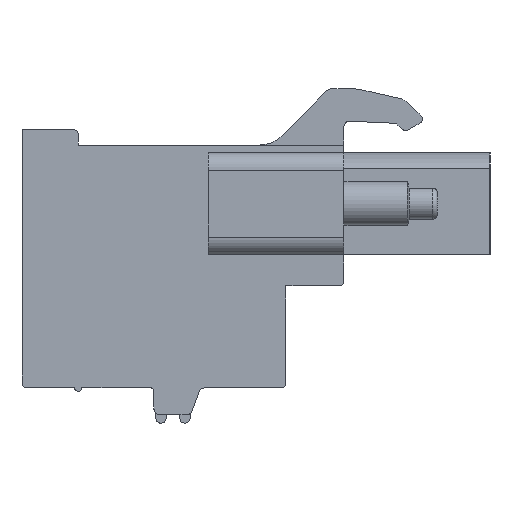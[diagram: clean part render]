
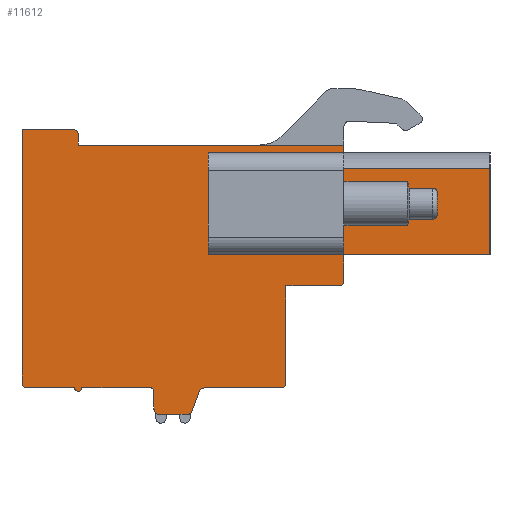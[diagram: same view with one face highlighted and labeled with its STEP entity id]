
A CAD part, left-side view. The second image highlights one B-rep face of the part: STEP entity #11612.
In plain terms, the highlighted planar face has unit normal (-1, 0, 0).
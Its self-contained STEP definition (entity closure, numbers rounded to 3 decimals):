
#1=DIRECTION('',(0.,-1.,0.));
#2=VECTOR('',#1,6.1);
#3=CARTESIAN_POINT('',(0.,2.04,0.73));
#4=LINE('',#3,#2);
#5=DIRECTION('',(0.,0.,1.));
#6=VECTOR('',#5,5.8);
#7=CARTESIAN_POINT('',(0.,-4.06,0.73));
#8=LINE('',#7,#6);
#9=DIRECTION('',(0.,1.,0.));
#10=VECTOR('',#9,6.1);
#11=CARTESIAN_POINT('',(0.,-4.06,6.53));
#12=LINE('',#11,#10);
#13=CARTESIAN_POINT('',(0.,-2.06,-6.54));
#14=DIRECTION('',(1.,0.,0.));
#15=DIRECTION('',(0.,-1.,0.));
#16=AXIS2_PLACEMENT_3D('',#13,#14,#15);
#18=DIRECTION('',(0.,1.,0.));
#19=VECTOR('',#18,4.34);
#20=CARTESIAN_POINT('',(0.,-2.06,-6.84));
#21=LINE('',#20,#19);
#22=CARTESIAN_POINT('',(0.,2.28,-7.14));
#23=DIRECTION('',(-1.,0.,0.));
#24=DIRECTION('',(0.,0.,1.));
#25=AXIS2_PLACEMENT_3D('',#22,#23,#24);
#27=DIRECTION('',(0.,0.345,-0.939));
#28=VECTOR('',#27,1.179);
#29=CARTESIAN_POINT('',(0.,2.562,-7.037));
#30=LINE('',#29,#28);
#31=CARTESIAN_POINT('',(0.,3.25,-8.04));
#32=DIRECTION('',(1.,0.,0.));
#33=DIRECTION('',(0.,-0.939,-0.345));
#34=AXIS2_PLACEMENT_3D('',#31,#32,#33);
#36=DIRECTION('',(0.,1.,0.));
#37=VECTOR('',#36,1.59);
#38=CARTESIAN_POINT('',(0.,3.25,-8.34));
#39=LINE('',#38,#37);
#40=CARTESIAN_POINT('',(0.,4.84,-8.04));
#41=DIRECTION('',(1.,0.,0.));
#42=DIRECTION('',(0.,0.,-1.));
#43=AXIS2_PLACEMENT_3D('',#40,#41,#42);
#45=DIRECTION('',(0.,0.,1.));
#46=VECTOR('',#45,1.);
#47=CARTESIAN_POINT('',(0.,5.14,-8.04));
#48=LINE('',#47,#46);
#49=CARTESIAN_POINT('',(0.,5.34,-7.04));
#50=DIRECTION('',(-1.,0.,0.));
#51=DIRECTION('',(0.,-1.,0.));
#52=AXIS2_PLACEMENT_3D('',#49,#50,#51);
#54=DIRECTION('',(0.,1.,0.));
#55=VECTOR('',#54,3.9);
#56=CARTESIAN_POINT('',(0.,5.34,-6.84));
#57=LINE('',#56,#55);
#58=CARTESIAN_POINT('',(0.,9.44,-6.84));
#59=DIRECTION('',(1.,0.,0.));
#60=DIRECTION('',(0.,-1.,0.));
#61=AXIS2_PLACEMENT_3D('',#58,#59,#60);
#63=DIRECTION('',(0.,1.,0.));
#64=VECTOR('',#63,2.7);
#65=CARTESIAN_POINT('',(0.,9.64,-6.84));
#66=LINE('',#65,#64);
#67=CARTESIAN_POINT('',(0.,12.34,-6.54));
#68=DIRECTION('',(1.,0.,0.));
#69=DIRECTION('',(0.,0.,-1.));
#70=AXIS2_PLACEMENT_3D('',#67,#68,#69);
#72=DIRECTION('',(0.,0.,1.));
#73=VECTOR('',#72,0.5);
#74=CARTESIAN_POINT('',(0.,12.64,-6.54));
#75=LINE('',#74,#73);
#76=DIRECTION('',(0.,0.,1.));
#77=VECTOR('',#76,13.9);
#78=CARTESIAN_POINT('',(0.,12.64,-6.04));
#79=LINE('',#78,#77);
#80=DIRECTION('',(0.,-1.,0.));
#81=VECTOR('',#80,2.9);
#82=CARTESIAN_POINT('',(0.,12.64,7.86));
#83=LINE('',#82,#81);
#84=CARTESIAN_POINT('',(0.,9.74,7.56));
#85=DIRECTION('',(1.,0.,0.));
#86=DIRECTION('',(0.,0.,1.));
#87=AXIS2_PLACEMENT_3D('',#84,#85,#86);
#89=DIRECTION('',(0.,0.,-1.));
#90=VECTOR('',#89,0.6);
#91=CARTESIAN_POINT('',(0.,9.44,7.56));
#92=LINE('',#91,#90);
#93=DIRECTION('',(0.,-1.,0.));
#94=VECTOR('',#93,15.1);
#95=CARTESIAN_POINT('',(0.,9.44,6.96));
#96=LINE('',#95,#94);
#97=DIRECTION('',(0.,0.,-1.));
#98=VECTOR('',#97,1.325);
#99=CARTESIAN_POINT('',(0.,-5.66,6.96));
#100=LINE('',#99,#98);
#101=DIRECTION('',(0.,1.,0.));
#102=VECTOR('',#101,8.3);
#103=CARTESIAN_POINT('',(0.,-13.96,5.635));
#104=LINE('',#103,#102);
#105=DIRECTION('',(0.,1.,0.));
#106=VECTOR('',#105,8.3);
#107=CARTESIAN_POINT('',(0.,-13.96,0.73));
#108=LINE('',#107,#106);
#109=DIRECTION('',(0.,0.,-1.));
#110=VECTOR('',#109,1.47);
#111=CARTESIAN_POINT('',(0.,-5.66,0.73));
#112=LINE('',#111,#110);
#113=CARTESIAN_POINT('',(0.,-5.36,-0.74));
#114=DIRECTION('',(-1.,0.,0.));
#115=DIRECTION('',(0.,0.,-1.));
#116=AXIS2_PLACEMENT_3D('',#113,#114,#115);
#349=DIRECTION('',(0.,0.,1.));
#350=VECTOR('',#349,5.8);
#351=CARTESIAN_POINT('',(0.,2.04,0.73));
#352=LINE('',#351,#350);
#686=DIRECTION('',(0.,-1.,0.));
#687=VECTOR('',#686,3.);
#688=CARTESIAN_POINT('',(0.,-2.36,-1.04));
#689=LINE('',#688,#687);
#1498=DIRECTION('',(0.,0.,1.));
#1499=VECTOR('',#1498,4.905);
#1500=CARTESIAN_POINT('',(0.,-13.96,0.73));
#1501=LINE('',#1500,#1499);
#2875=DIRECTION('',(0.,0.,1.));
#2876=VECTOR('',#2875,5.5);
#2877=CARTESIAN_POINT('',(0.,-2.36,-6.54));
#2878=LINE('',#2877,#2876);
#8801=CARTESIAN_POINT('',(0.,12.34,-6.84));
#8802=CARTESIAN_POINT('',(0.,12.64,-6.54));
#8803=VERTEX_POINT('',#8801);
#8804=VERTEX_POINT('',#8802);
#8805=CARTESIAN_POINT('',(0.,12.64,-6.04));
#8806=VERTEX_POINT('',#8805);
#8807=CARTESIAN_POINT('',(0.,12.64,7.86));
#8808=VERTEX_POINT('',#8807);
#8809=CARTESIAN_POINT('',(0.,9.74,7.86));
#8810=VERTEX_POINT('',#8809);
#8811=CARTESIAN_POINT('',(0.,9.44,7.56));
#8812=VERTEX_POINT('',#8811);
#8813=CARTESIAN_POINT('',(0.,9.44,6.96));
#8814=VERTEX_POINT('',#8813);
#8815=CARTESIAN_POINT('',(0.,-5.66,6.96));
#8816=VERTEX_POINT('',#8815);
#8817=CARTESIAN_POINT('',(0.,-2.36,-6.54));
#8818=CARTESIAN_POINT('',(0.,-2.06,-6.84));
#8819=VERTEX_POINT('',#8817);
#8820=VERTEX_POINT('',#8818);
#8821=CARTESIAN_POINT('',(0.,2.28,-6.84));
#8822=VERTEX_POINT('',#8821);
#8823=CARTESIAN_POINT('',(0.,2.562,-7.037));
#8824=VERTEX_POINT('',#8823);
#8825=CARTESIAN_POINT('',(0.,2.968,-8.143));
#8826=VERTEX_POINT('',#8825);
#8827=CARTESIAN_POINT('',(0.,3.25,-8.34));
#8828=VERTEX_POINT('',#8827);
#8829=CARTESIAN_POINT('',(0.,4.84,-8.34));
#8830=VERTEX_POINT('',#8829);
#8831=CARTESIAN_POINT('',(0.,5.14,-8.04));
#8832=VERTEX_POINT('',#8831);
#8833=CARTESIAN_POINT('',(0.,5.14,-7.04));
#8834=VERTEX_POINT('',#8833);
#8835=CARTESIAN_POINT('',(0.,5.34,-6.84));
#8836=VERTEX_POINT('',#8835);
#8837=CARTESIAN_POINT('',(0.,9.24,-6.84));
#8838=VERTEX_POINT('',#8837);
#8839=CARTESIAN_POINT('',(0.,9.64,-6.84));
#8840=VERTEX_POINT('',#8839);
#8905=CARTESIAN_POINT('',(0.,-13.96,0.73));
#8906=VERTEX_POINT('',#8905);
#8907=CARTESIAN_POINT('',(0.,-5.66,0.73));
#8908=VERTEX_POINT('',#8907);
#9133=CARTESIAN_POINT('',(0.,-13.96,5.635));
#9135=VERTEX_POINT('',#9133);
#11229=CARTESIAN_POINT('',(0.,2.04,0.73));
#11230=CARTESIAN_POINT('',(0.,2.04,6.53));
#11231=VERTEX_POINT('',#11229);
#11232=VERTEX_POINT('',#11230);
#11237=CARTESIAN_POINT('',(0.,-4.06,0.73));
#11239=VERTEX_POINT('',#11237);
#11241=CARTESIAN_POINT('',(0.,-4.06,6.53));
#11243=VERTEX_POINT('',#11241);
#11245=CARTESIAN_POINT('',(0.,-5.66,5.635));
#11246=VERTEX_POINT('',#11245);
#11393=CARTESIAN_POINT('',(0.,-5.36,-1.04));
#11394=CARTESIAN_POINT('',(0.,-5.66,-0.74));
#11395=VERTEX_POINT('',#11393);
#11396=VERTEX_POINT('',#11394);
#11397=CARTESIAN_POINT('',(0.,-2.36,-1.04));
#11398=VERTEX_POINT('',#11397);
#11541=CARTESIAN_POINT('',(0.,0.,0.));
#11542=DIRECTION('',(1.,0.,0.));
#11543=DIRECTION('',(0.,-1.,0.));
#11544=AXIS2_PLACEMENT_3D('',#11541,#11542,#11543);
#11545=PLANE('',#11544);
#11547=ORIENTED_EDGE('',*,*,#11546,.F.);
#11549=ORIENTED_EDGE('',*,*,#11548,.F.);
#11551=ORIENTED_EDGE('',*,*,#11550,.T.);
#11553=ORIENTED_EDGE('',*,*,#11552,.T.);
#11555=ORIENTED_EDGE('',*,*,#11554,.T.);
#11557=ORIENTED_EDGE('',*,*,#11556,.T.);
#11559=ORIENTED_EDGE('',*,*,#11558,.T.);
#11561=ORIENTED_EDGE('',*,*,#11560,.T.);
#11563=ORIENTED_EDGE('',*,*,#11562,.T.);
#11565=ORIENTED_EDGE('',*,*,#11564,.T.);
#11567=ORIENTED_EDGE('',*,*,#11566,.T.);
#11569=ORIENTED_EDGE('',*,*,#11568,.T.);
#11571=ORIENTED_EDGE('',*,*,#11570,.T.);
#11573=ORIENTED_EDGE('',*,*,#11572,.T.);
#11575=ORIENTED_EDGE('',*,*,#11574,.T.);
#11577=ORIENTED_EDGE('',*,*,#11576,.T.);
#11579=ORIENTED_EDGE('',*,*,#11578,.T.);
#11581=ORIENTED_EDGE('',*,*,#11580,.T.);
#11583=ORIENTED_EDGE('',*,*,#11582,.T.);
#11585=ORIENTED_EDGE('',*,*,#11584,.T.);
#11587=ORIENTED_EDGE('',*,*,#11586,.T.);
#11589=ORIENTED_EDGE('',*,*,#11588,.T.);
#11591=ORIENTED_EDGE('',*,*,#11590,.F.);
#11593=ORIENTED_EDGE('',*,*,#11592,.F.);
#11595=ORIENTED_EDGE('',*,*,#11594,.T.);
#11597=ORIENTED_EDGE('',*,*,#11596,.T.);
#11599=ORIENTED_EDGE('',*,*,#11598,.F.);
#11600=EDGE_LOOP('',(#11547,#11549,#11551,#11553,#11555,#11557,#11559,#11561,
#11563,#11565,#11567,#11569,#11571,#11573,#11575,#11577,#11579,#11581,#11583,
#11585,#11587,#11589,#11591,#11593,#11595,#11597,#11599));
#11601=FACE_OUTER_BOUND('',#11600,.F.);
#11603=ORIENTED_EDGE('',*,*,#11602,.T.);
#11605=ORIENTED_EDGE('',*,*,#11604,.T.);
#11607=ORIENTED_EDGE('',*,*,#11606,.T.);
#11609=ORIENTED_EDGE('',*,*,#11608,.F.);
#11610=EDGE_LOOP('',(#11603,#11605,#11607,#11609));
#11611=FACE_BOUND('',#11610,.F.);
#11612=ADVANCED_FACE('',(#11601,#11611),#11545,.F.);
#17=CIRCLE('',#16,0.3);
#26=CIRCLE('',#25,0.3);
#35=CIRCLE('',#34,0.3);
#44=CIRCLE('',#43,0.3);
#53=CIRCLE('',#52,0.2);
#62=CIRCLE('',#61,0.2);
#71=CIRCLE('',#70,0.3);
#88=CIRCLE('',#87,0.3);
#117=CIRCLE('',#116,0.3);
#11546=EDGE_CURVE('',#11398,#11395,#689,.T.);
#11548=EDGE_CURVE('',#8819,#11398,#2878,.T.);
#11550=EDGE_CURVE('',#8819,#8820,#17,.T.);
#11552=EDGE_CURVE('',#8820,#8822,#21,.T.);
#11554=EDGE_CURVE('',#8822,#8824,#26,.T.);
#11556=EDGE_CURVE('',#8824,#8826,#30,.T.);
#11558=EDGE_CURVE('',#8826,#8828,#35,.T.);
#11560=EDGE_CURVE('',#8828,#8830,#39,.T.);
#11562=EDGE_CURVE('',#8830,#8832,#44,.T.);
#11564=EDGE_CURVE('',#8832,#8834,#48,.T.);
#11566=EDGE_CURVE('',#8834,#8836,#53,.T.);
#11568=EDGE_CURVE('',#8836,#8838,#57,.T.);
#11570=EDGE_CURVE('',#8838,#8840,#62,.T.);
#11572=EDGE_CURVE('',#8840,#8803,#66,.T.);
#11574=EDGE_CURVE('',#8803,#8804,#71,.T.);
#11576=EDGE_CURVE('',#8804,#8806,#75,.T.);
#11578=EDGE_CURVE('',#8806,#8808,#79,.T.);
#11580=EDGE_CURVE('',#8808,#8810,#83,.T.);
#11582=EDGE_CURVE('',#8810,#8812,#88,.T.);
#11584=EDGE_CURVE('',#8812,#8814,#92,.T.);
#11586=EDGE_CURVE('',#8814,#8816,#96,.T.);
#11588=EDGE_CURVE('',#8816,#11246,#100,.T.);
#11590=EDGE_CURVE('',#9135,#11246,#104,.T.);
#11592=EDGE_CURVE('',#8906,#9135,#1501,.T.);
#11594=EDGE_CURVE('',#8906,#8908,#108,.T.);
#11596=EDGE_CURVE('',#8908,#11396,#112,.T.);
#11598=EDGE_CURVE('',#11395,#11396,#117,.T.);
#11602=EDGE_CURVE('',#11231,#11239,#4,.T.);
#11604=EDGE_CURVE('',#11239,#11243,#8,.T.);
#11606=EDGE_CURVE('',#11243,#11232,#12,.T.);
#11608=EDGE_CURVE('',#11231,#11232,#352,.T.);
